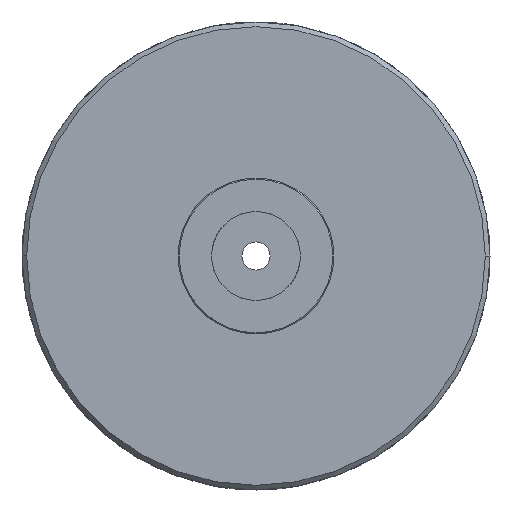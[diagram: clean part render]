
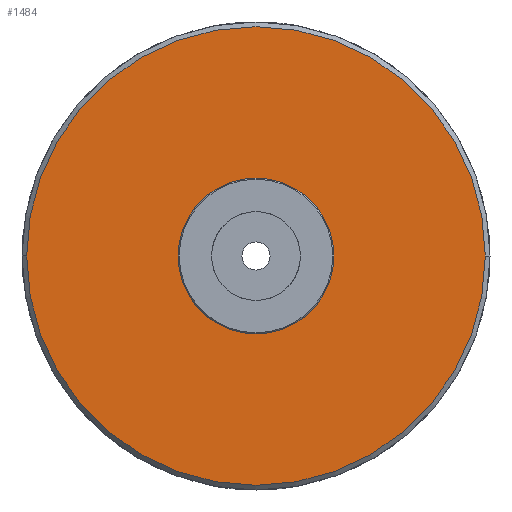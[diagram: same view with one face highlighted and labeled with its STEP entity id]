
A CAD part, front view. The second image highlights one B-rep face of the part: STEP entity #1484.
In plain terms, the highlighted planar face has unit normal (0, -1, 0).
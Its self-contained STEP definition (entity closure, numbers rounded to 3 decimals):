
#7=CARTESIAN_POINT('',(0.,0.,0.));
#8=DIRECTION('',(0.,1.,0.));
#9=DIRECTION('',(1.,0.,0.));
#10=AXIS2_PLACEMENT_3D('',#7,#8,#9);
#675=CARTESIAN_POINT('',(0.,0.,0.));
#676=DIRECTION('',(0.,-1.,0.));
#677=DIRECTION('',(1.,0.,0.));
#678=AXIS2_PLACEMENT_3D('',#675,#676,#677);
#1170=CARTESIAN_POINT('',(0.,0.,0.));
#1171=DIRECTION('',(0.,-1.,0.));
#1172=DIRECTION('',(-0.707,0.,0.707));
#1173=AXIS2_PLACEMENT_3D('',#1170,#1171,#1172);
#1185=CARTESIAN_POINT('',(0.,0.,0.));
#1186=DIRECTION('',(0.,-1.,0.));
#1187=DIRECTION('',(0.707,0.,-0.707));
#1188=AXIS2_PLACEMENT_3D('',#1185,#1186,#1187);
#1331=CARTESIAN_POINT('',(49.,0.,0.));
#1332=CARTESIAN_POINT('',(-49.,0.,0.));
#1333=VERTEX_POINT('',#1331);
#1334=VERTEX_POINT('',#1332);
#1383=CARTESIAN_POINT('',(-11.49,0.,11.49));
#1384=CARTESIAN_POINT('',(11.49,0.,-11.49));
#1385=VERTEX_POINT('',#1383);
#1386=VERTEX_POINT('',#1384);
#1467=CARTESIAN_POINT('',(0.,0.,0.));
#1468=DIRECTION('',(0.,-1.,0.));
#1469=DIRECTION('',(-1.,0.,0.));
#1470=AXIS2_PLACEMENT_3D('',#1467,#1468,#1469);
#1471=PLANE('',#1470);
#1473=ORIENTED_EDGE('',*,*,#1472,.T.);
#1475=ORIENTED_EDGE('',*,*,#1474,.F.);
#1476=EDGE_LOOP('',(#1473,#1475));
#1477=FACE_OUTER_BOUND('',#1476,.F.);
#1479=ORIENTED_EDGE('',*,*,#1478,.T.);
#1481=ORIENTED_EDGE('',*,*,#1480,.T.);
#1482=EDGE_LOOP('',(#1479,#1481));
#1483=FACE_BOUND('',#1482,.F.);
#1484=ADVANCED_FACE('',(#1477,#1483),#1471,.T.);
#11=CIRCLE('',#10,49.);
#679=CIRCLE('',#678,49.);
#1174=CIRCLE('',#1173,16.25);
#1189=CIRCLE('',#1188,16.25);
#1472=EDGE_CURVE('',#1333,#1334,#11,.T.);
#1474=EDGE_CURVE('',#1333,#1334,#679,.T.);
#1478=EDGE_CURVE('',#1385,#1386,#1174,.T.);
#1480=EDGE_CURVE('',#1386,#1385,#1189,.T.);
